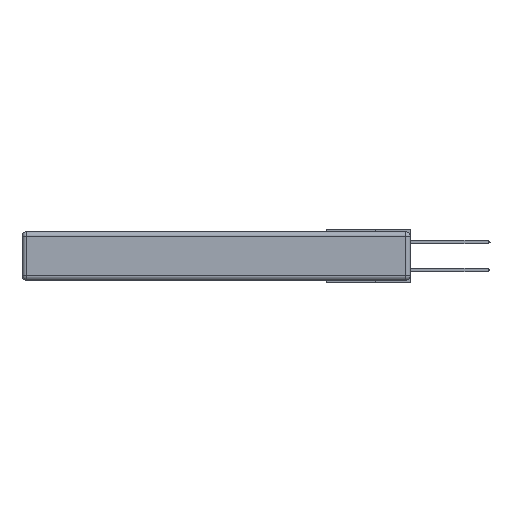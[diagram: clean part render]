
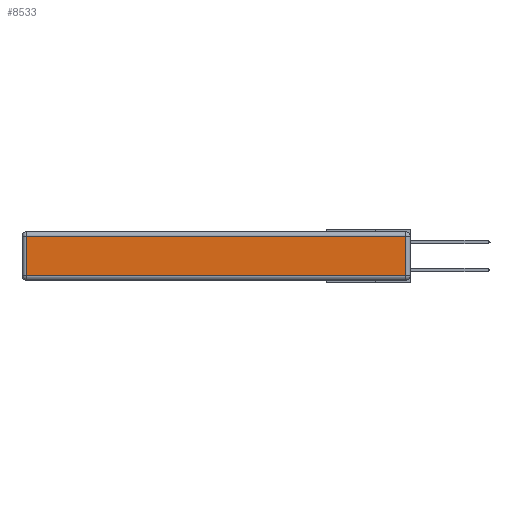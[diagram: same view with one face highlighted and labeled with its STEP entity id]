
A CAD part, left-side view. The second image highlights one B-rep face of the part: STEP entity #8533.
In plain terms, the highlighted planar face has unit normal (-1, 0, 0).
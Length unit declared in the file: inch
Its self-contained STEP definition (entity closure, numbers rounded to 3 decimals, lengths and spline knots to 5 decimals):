
#787 = CARTESIAN_POINT ( 'NONE',  ( 0., 0., -0.343 ) ) ;
#861 = DIRECTION ( 'NONE',  ( 0., 0., -1. ) ) ;
#1002 = CARTESIAN_POINT ( 'NONE',  ( 0., 2.75, -0.03 ) ) ;
#2185 = ORIENTED_EDGE ( 'NONE', *, *, #17130, .T. ) ;
#3297 = CARTESIAN_POINT ( 'NONE',  ( 0., 0.03, -0.313 ) ) ;
#4727 = EDGE_CURVE ( 'NONE', #10266, #17655, #10727, .T. ) ;
#5894 = DIRECTION ( 'NONE',  ( 0., 1., 0. ) ) ;
#6194 = LINE ( 'NONE', #13239, #17086 ) ;
#7079 = FACE_OUTER_BOUND ( 'NONE', #16800, .T. ) ;
#8010 = VECTOR ( 'NONE', #5894, 39.37008 ) ;
#8533 = ADVANCED_FACE ( 'NONE', ( #7079 ), #19306, .T. ) ;
#10126 = ORIENTED_EDGE ( 'NONE', *, *, #21986, .T. ) ;
#10266 = VERTEX_POINT ( 'NONE', #19465 ) ;
#10727 = LINE ( 'NONE', #12256, #29776 ) ;
#10772 = DIRECTION ( 'NONE',  ( 0., 0., 1. ) ) ;
#12256 = CARTESIAN_POINT ( 'NONE',  ( 0., 2.72, -0.343 ) ) ;
#13239 = CARTESIAN_POINT ( 'NONE',  ( 0., 0.03, -0.343 ) ) ;
#13855 = AXIS2_PLACEMENT_3D ( 'NONE', #787, #28644, #14533 ) ;
#14533 = DIRECTION ( 'NONE',  ( 0., 0., 1. ) ) ;
#14560 = LINE ( 'NONE', #1002, #8010 ) ;
#16800 = EDGE_LOOP ( 'NONE', ( #24335, #10126, #2185, #18234 ) ) ;
#17086 = VECTOR ( 'NONE', #10772, 39.37008 ) ;
#17130 = EDGE_CURVE ( 'NONE', #23730, #10266, #14560, .T. ) ;
#17655 = VERTEX_POINT ( 'NONE', #21269 ) ;
#18234 = ORIENTED_EDGE ( 'NONE', *, *, #4727, .T. ) ;
#18259 = DIRECTION ( 'NONE',  ( 0., -1., 0. ) ) ;
#18359 = CARTESIAN_POINT ( 'NONE',  ( 0., 0., -0.313 ) ) ;
#19306 = PLANE ( 'NONE',  #13855 ) ;
#19465 = CARTESIAN_POINT ( 'NONE',  ( 0., 2.72, -0.03 ) ) ;
#21269 = CARTESIAN_POINT ( 'NONE',  ( 0., 2.72, -0.313 ) ) ;
#21986 = EDGE_CURVE ( 'NONE', #27842, #23730, #6194, .T. ) ;
#23268 = LINE ( 'NONE', #18359, #25078 ) ;
#23730 = VERTEX_POINT ( 'NONE', #29216 ) ;
#24335 = ORIENTED_EDGE ( 'NONE', *, *, #27904, .T. ) ;
#25078 = VECTOR ( 'NONE', #18259, 39.37008 ) ;
#27842 = VERTEX_POINT ( 'NONE', #3297 ) ;
#27904 = EDGE_CURVE ( 'NONE', #17655, #27842, #23268, .T. ) ;
#28644 = DIRECTION ( 'NONE',  ( -1., 0., 0. ) ) ;
#29216 = CARTESIAN_POINT ( 'NONE',  ( 0., 0.03, -0.03 ) ) ;
#29776 = VECTOR ( 'NONE', #861, 39.37008 ) ;
